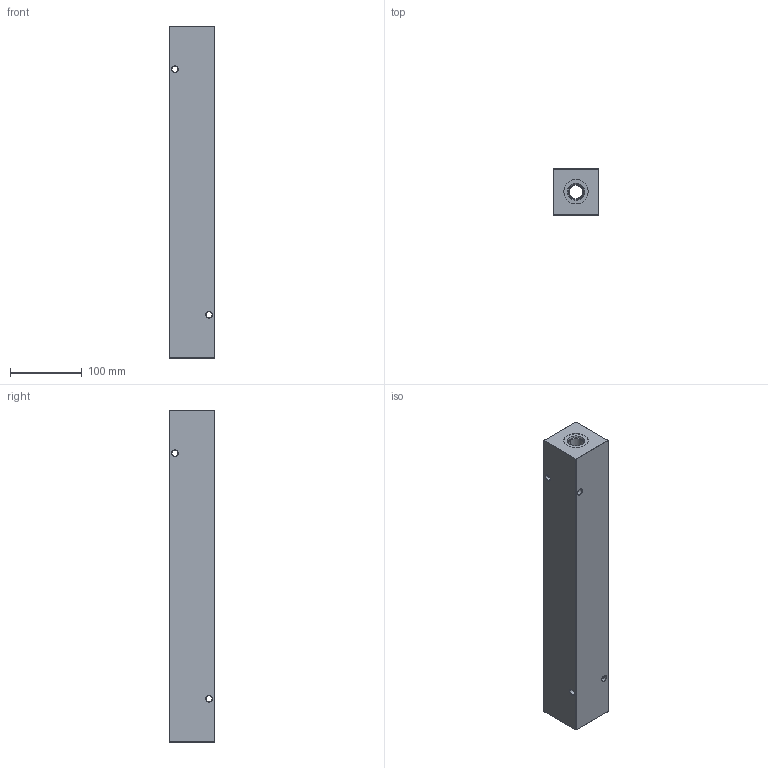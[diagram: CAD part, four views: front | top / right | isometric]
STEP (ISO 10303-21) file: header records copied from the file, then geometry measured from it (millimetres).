
FILE_DESCRIPTION (( 'STEP AP203' ), '1' );
FILE_NAME ('HM-8-0-S-10-10.STEP', '2020-10-01T21:47:34', ( '' ), ( '' ), 'SwSTEP 2.0', 'SolidWorks 2019', '' );
FILE_SCHEMA (( 'CONFIG_CONTROL_DESIGN' ));
Length unit declared in the file: inch
Products named in the file (1): HM-8-0-S-10-10
Bounding box: 63.5 x 63.5 x 463.55 mm (x, y, z)
Volume: 1651009.8 mm3; surface area: 166258.3 mm2
Topology: 1 solids, 1 shells, 589 faces, 1504 edges, 962 vertices
Faces by surface type: plane 236, bspline 203, cone 76, cylinder 74
Entity records: 27909 total; most frequent: CARTESIAN_POINT 14947, ORIENTED_EDGE 3008, DIRECTION 2006, EDGE_CURVE 1504, VERTEX_POINT 962, VECTOR 868, LINE 868, EDGE_LOOP 664
